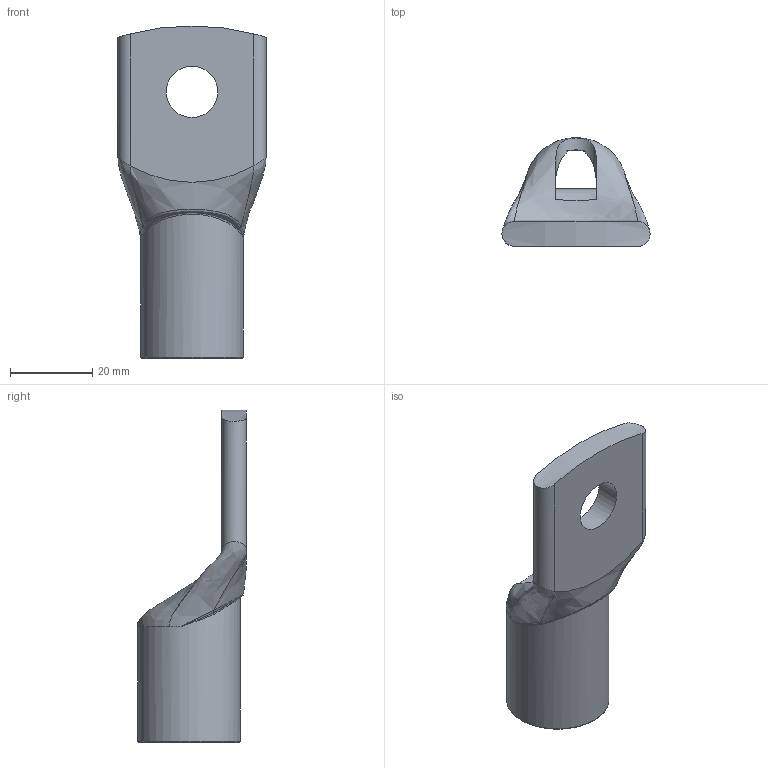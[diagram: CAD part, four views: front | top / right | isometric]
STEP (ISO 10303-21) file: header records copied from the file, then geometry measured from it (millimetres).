
FILE_DESCRIPTION((''),'2;1');
FILE_NAME('PK150-12.stp','2016-02-12T07:50:30',(''),(''),'Autodesk Inventor 2010','Autodesk Inventor 2010','');
FILE_SCHEMA(('AUTOMOTIVE_DESIGN { 1 0 10303 214 1 1 1 1 }'));
Length unit declared in the file: millimetre
Products named in the file (1): PK150-12
Bounding box: 36 x 26.5 x 80.72 mm (x, y, z)
Volume: 16183.8 mm3; surface area: 9255.3 mm2
Topology: 1 solids, 1 shells, 34 faces, 90 edges, 56 vertices
Faces by surface type: bspline 13, plane 11, cylinder 8, torus 1, cone 1
Full cylindrical faces by diameter (mm): 12.5 x1, 19 x1, 25 x1
Entity records: 2242 total; most frequent: CARTESIAN_POINT 1496, ORIENTED_EDGE 162, DIRECTION 117, EDGE_CURVE 81, VERTEX_POINT 54, AXIS2_PLACEMENT_3D 50, EDGE_LOOP 43, B_SPLINE_CURVE_WITH_KNOTS 36
